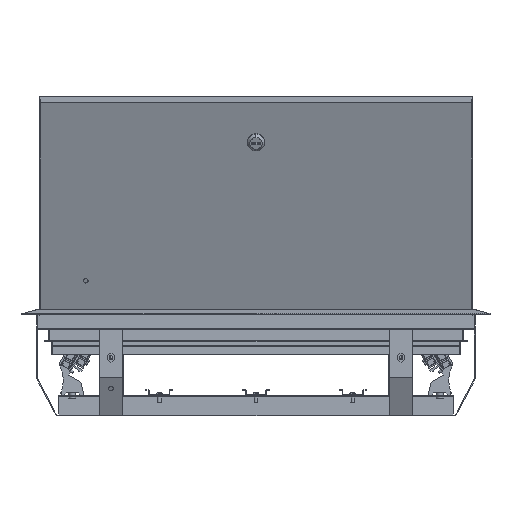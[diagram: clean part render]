
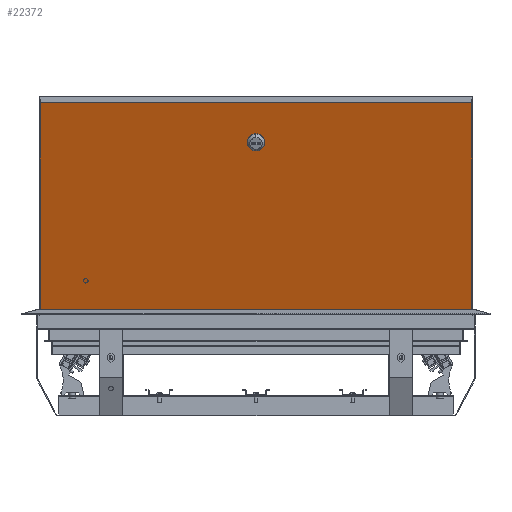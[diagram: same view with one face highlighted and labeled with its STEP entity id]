
A CAD part, left-side view. The second image highlights one B-rep face of the part: STEP entity #22372.
In plain terms, the highlighted face is planar.
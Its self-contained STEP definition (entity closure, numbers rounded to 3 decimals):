
#867 = PLANE ( 'NONE',  #5849 ) ;
#1120 = ORIENTED_EDGE ( 'NONE', *, *, #5806, .F. ) ;
#1680 = VECTOR ( 'NONE', #28052, 1000. ) ;
#2016 = DIRECTION ( 'NONE',  ( 1., 0., 0. ) ) ;
#2482 = VERTEX_POINT ( 'NONE', #13506 ) ;
#2986 = EDGE_LOOP ( 'NONE', ( #32685, #14281, #16682, #9563 ) ) ;
#3030 = EDGE_CURVE ( 'NONE', #31464, #20936, #6869, .T. ) ;
#3424 = VERTEX_POINT ( 'NONE', #15846 ) ;
#3528 = EDGE_LOOP ( 'NONE', ( #16050, #1120 ) ) ;
#3646 = CARTESIAN_POINT ( 'NONE',  ( -86.5, 0., 0. ) ) ;
#4113 = AXIS2_PLACEMENT_3D ( 'NONE', #9495, #24368, #27017 ) ;
#5555 = EDGE_CURVE ( 'NONE', #8169, #31464, #22745, .T. ) ;
#5806 = EDGE_CURVE ( 'NONE', #2482, #21202, #18457, .T. ) ;
#5849 = AXIS2_PLACEMENT_3D ( 'NONE', #6166, #23217, #16858 ) ;
#6166 = CARTESIAN_POINT ( 'NONE',  ( 0., 0., 0. ) ) ;
#6509 = VECTOR ( 'NONE', #19098, 1000. ) ;
#6869 = LINE ( 'NONE', #25516, #17808 ) ;
#8169 = VERTEX_POINT ( 'NONE', #15585 ) ;
#9495 = CARTESIAN_POINT ( 'NONE',  ( -98., 0., 0. ) ) ;
#9563 = ORIENTED_EDGE ( 'NONE', *, *, #5555, .T. ) ;
#9898 = EDGE_CURVE ( 'NONE', #3424, #8169, #13846, .T. ) ;
#13506 = CARTESIAN_POINT ( 'NONE',  ( -109.5, 0., 0. ) ) ;
#13846 = LINE ( 'NONE', #32474, #29643 ) ;
#14281 = ORIENTED_EDGE ( 'NONE', *, *, #31353, .T. ) ;
#14683 = FACE_OUTER_BOUND ( 'NONE', #2986, .T. ) ;
#15585 = CARTESIAN_POINT ( 'NONE',  ( 153., 280., 0. ) ) ;
#15846 = CARTESIAN_POINT ( 'NONE',  ( 153., -280., 0. ) ) ;
#16024 = DIRECTION ( 'NONE',  ( 0., 1., 0. ) ) ;
#16050 = ORIENTED_EDGE ( 'NONE', *, *, #18878, .F. ) ;
#16184 = AXIS2_PLACEMENT_3D ( 'NONE', #23289, #16390, #2016 ) ;
#16390 = DIRECTION ( 'NONE',  ( 0., 0., 1. ) ) ;
#16682 = ORIENTED_EDGE ( 'NONE', *, *, #9898, .T. ) ;
#16858 = DIRECTION ( 'NONE',  ( 1., 0., 0. ) ) ;
#17563 = CARTESIAN_POINT ( 'NONE',  ( -153., 280., 0. ) ) ;
#17808 = VECTOR ( 'NONE', #20215, 1000. ) ;
#18457 = CIRCLE ( 'NONE', #4113, 11.5 ) ;
#18878 = EDGE_CURVE ( 'NONE', #21202, #2482, #27960, .T. ) ;
#19098 = DIRECTION ( 'NONE',  ( 1., 0., 0. ) ) ;
#20215 = DIRECTION ( 'NONE',  ( 0., -1., 0. ) ) ;
#20936 = VERTEX_POINT ( 'NONE', #21306 ) ;
#21202 = VERTEX_POINT ( 'NONE', #3646 ) ;
#21306 = CARTESIAN_POINT ( 'NONE',  ( -153., -280., 0. ) ) ;
#22372 = ADVANCED_FACE ( 'NONE', ( #27432, #14683 ), #867, .T. ) ;
#22745 = LINE ( 'NONE', #29634, #1680 ) ;
#23217 = DIRECTION ( 'NONE',  ( 0., 0., 1. ) ) ;
#23289 = CARTESIAN_POINT ( 'NONE',  ( -98., 0., 0. ) ) ;
#24368 = DIRECTION ( 'NONE',  ( 0., 0., 1. ) ) ;
#25507 = LINE ( 'NONE', #28127, #6509 ) ;
#25516 = CARTESIAN_POINT ( 'NONE',  ( -153., 280., 0. ) ) ;
#27017 = DIRECTION ( 'NONE',  ( 1., 0., 0. ) ) ;
#27432 = FACE_BOUND ( 'NONE', #3528, .T. ) ;
#27960 = CIRCLE ( 'NONE', #16184, 11.5 ) ;
#28052 = DIRECTION ( 'NONE',  ( -1., 0., 0. ) ) ;
#28127 = CARTESIAN_POINT ( 'NONE',  ( -153., -280., 0. ) ) ;
#29634 = CARTESIAN_POINT ( 'NONE',  ( -153., 280., 0. ) ) ;
#29643 = VECTOR ( 'NONE', #16024, 1000. ) ;
#31353 = EDGE_CURVE ( 'NONE', #20936, #3424, #25507, .T. ) ;
#31464 = VERTEX_POINT ( 'NONE', #17563 ) ;
#32474 = CARTESIAN_POINT ( 'NONE',  ( 153., 280., 0. ) ) ;
#32685 = ORIENTED_EDGE ( 'NONE', *, *, #3030, .T. ) ;
